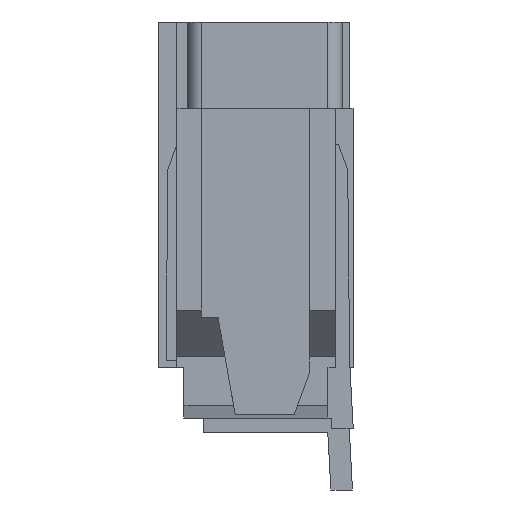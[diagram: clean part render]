
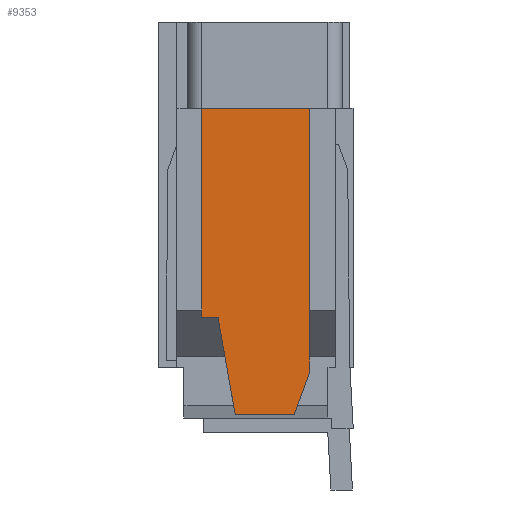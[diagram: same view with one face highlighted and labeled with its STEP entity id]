
A CAD part, left-side view. The second image highlights one B-rep face of the part: STEP entity #9353.
In plain terms, the highlighted planar face has unit normal (-1, 0, 0).
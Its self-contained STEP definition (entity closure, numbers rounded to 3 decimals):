
#1237=DIRECTION('',(0.,1.,0.));
#1238=VECTOR('',#1237,1.5);
#1239=CARTESIAN_POINT('',(-8.2,0.6,-1.2));
#1240=LINE('158466',#1239,#1238);
#1241=DIRECTION('',(0.,0.,1.));
#1242=VECTOR('',#1241,2.9);
#1243=CARTESIAN_POINT('',(-8.2,0.6,-4.1));
#1244=LINE('158465',#1243,#1242);
#1245=DIRECTION('',(0.,0.342,-0.94));
#1246=VECTOR('',#1245,0.639);
#1247=CARTESIAN_POINT('',(-8.2,0.6,-4.85));
#1248=LINE('157435',#1247,#1246);
#1249=DIRECTION('',(0.,0.174,0.985));
#1250=VECTOR('',#1249,1.371);
#1251=CARTESIAN_POINT('',(-8.2,1.639,-5.45));
#1252=LINE('158458',#1251,#1250);
#4926=DIRECTION('',(0.,0.,-1.));
#4927=VECTOR('',#4926,2.9);
#4928=CARTESIAN_POINT('',(-8.2,2.1,-1.2));
#4929=LINE('158455',#4928,#4927);
#4946=DIRECTION('',(0.,-1.,0.));
#4947=VECTOR('',#4946,0.223);
#4948=CARTESIAN_POINT('',(-8.2,2.1,-4.1));
#4949=LINE('158464',#4948,#4947);
#5010=DIRECTION('',(0.,-1.,0.));
#5011=VECTOR('',#5010,0.82);
#5012=CARTESIAN_POINT('',(-8.2,1.639,-5.45));
#5013=LINE('157439',#5012,#5011);
#5026=DIRECTION('',(0.,0.,1.));
#5027=VECTOR('',#5026,0.75);
#5028=CARTESIAN_POINT('',(-8.2,0.6,-4.85));
#5029=LINE('157734',#5028,#5027);
#7428=CARTESIAN_POINT('',(-8.2,0.6,-4.85));
#7429=CARTESIAN_POINT('',(-8.2,0.819,-5.45));
#7430=VERTEX_POINT('',#7428);
#7431=VERTEX_POINT('',#7429);
#7432=CARTESIAN_POINT('',(-8.2,1.639,-5.45));
#7433=VERTEX_POINT('',#7432);
#7690=CARTESIAN_POINT('',(-8.2,0.6,-4.1));
#7691=VERTEX_POINT('',#7690);
#7759=CARTESIAN_POINT('',(-8.2,2.1,-1.2));
#7760=CARTESIAN_POINT('',(-8.2,2.1,-4.1));
#7761=VERTEX_POINT('',#7759);
#7762=VERTEX_POINT('',#7760);
#7763=CARTESIAN_POINT('',(-8.2,1.877,-4.1));
#7765=VERTEX_POINT('',#7763);
#7769=CARTESIAN_POINT('',(-8.2,0.6,-1.2));
#7770=VERTEX_POINT('',#7769);
#9331=CARTESIAN_POINT('',(-8.2,1.3,-3.325));
#9332=DIRECTION('',(1.,0.,0.));
#9333=DIRECTION('',(0.,0.,-1.));
#9334=AXIS2_PLACEMENT_3D('',#9331,#9332,#9333);
#9335=PLANE('157311',#9334);
#9336=ORIENTED_EDGE('158466',*,*,#9241,.F.);
#9338=ORIENTED_EDGE('158465',*,*,#9337,.F.);
#9340=ORIENTED_EDGE('157734',*,*,#9339,.F.);
#9342=ORIENTED_EDGE('157435',*,*,#9341,.T.);
#9344=ORIENTED_EDGE('157439',*,*,#9343,.F.);
#9346=ORIENTED_EDGE('158458',*,*,#9345,.T.);
#9348=ORIENTED_EDGE('158464',*,*,#9347,.F.);
#9350=ORIENTED_EDGE('158455',*,*,#9349,.F.);
#9351=EDGE_LOOP('157311',(#9336,#9338,#9340,#9342,#9344,#9346,#9348,#9350));
#9352=FACE_OUTER_BOUND('157311',#9351,.F.);
#9353=ADVANCED_FACE('157311',(#9352),#9335,.F.);
#9241=EDGE_CURVE('158466',#7770,#7761,#1240,.T.);
#9337=EDGE_CURVE('158465',#7691,#7770,#1244,.T.);
#9339=EDGE_CURVE('157734',#7430,#7691,#5029,.T.);
#9341=EDGE_CURVE('157435',#7430,#7431,#1248,.T.);
#9343=EDGE_CURVE('157439',#7433,#7431,#5013,.T.);
#9345=EDGE_CURVE('158458',#7433,#7765,#1252,.T.);
#9347=EDGE_CURVE('158464',#7762,#7765,#4949,.T.);
#9349=EDGE_CURVE('158455',#7761,#7762,#4929,.T.);
